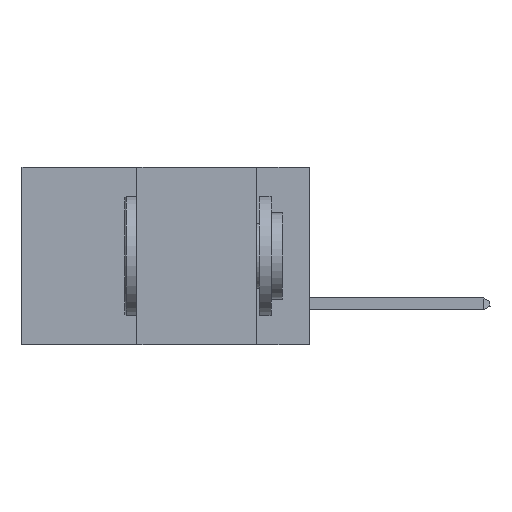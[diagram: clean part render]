
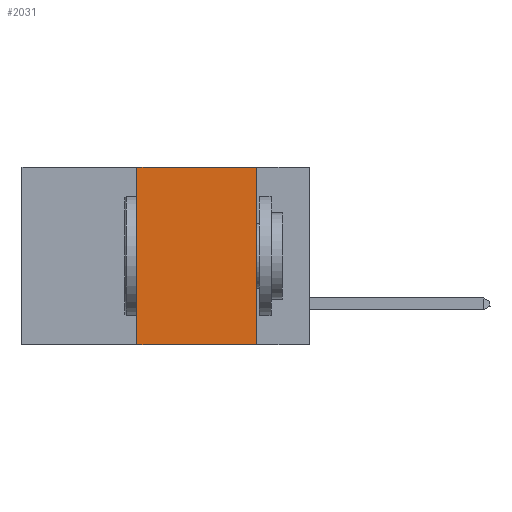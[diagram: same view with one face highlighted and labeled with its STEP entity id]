
A CAD part, left-side view. The second image highlights one B-rep face of the part: STEP entity #2031.
In plain terms, the highlighted planar face has unit normal (-1, 0, 0).
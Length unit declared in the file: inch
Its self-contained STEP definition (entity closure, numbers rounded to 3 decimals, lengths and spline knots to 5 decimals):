
#368 = VERTEX_POINT ( 'NONE', #16795 ) ;
#620 = DIRECTION ( 'NONE',  ( 0., 0., -1. ) ) ;
#1824 = CARTESIAN_POINT ( 'NONE',  ( 0., 0.11, -0.37 ) ) ;
#2031 = ADVANCED_FACE ( 'NONE', ( #18715 ), #7851, .F. ) ;
#2118 = DIRECTION ( 'NONE',  ( 0., -1., 0. ) ) ;
#3218 = EDGE_LOOP ( 'NONE', ( #5128, #3352, #6777, #10706 ) ) ;
#3352 = ORIENTED_EDGE ( 'NONE', *, *, #11244, .F. ) ;
#3395 = DIRECTION ( 'NONE',  ( 0., 0., -1. ) ) ;
#3664 = LINE ( 'NONE', #12296, #7298 ) ;
#5128 = ORIENTED_EDGE ( 'NONE', *, *, #12572, .F. ) ;
#6074 = DIRECTION ( 'NONE',  ( 0., 0., 1. ) ) ;
#6777 = ORIENTED_EDGE ( 'NONE', *, *, #6972, .F. ) ;
#6972 = EDGE_CURVE ( 'NONE', #11982, #368, #11673, .T. ) ;
#7064 = CARTESIAN_POINT ( 'NONE',  ( 0., 0.11, 0. ) ) ;
#7163 = VERTEX_POINT ( 'NONE', #7064 ) ;
#7184 = AXIS2_PLACEMENT_3D ( 'NONE', #18030, #12240, #3395 ) ;
#7298 = VECTOR ( 'NONE', #2118, 39.37008 ) ;
#7851 = PLANE ( 'NONE',  #7184 ) ;
#8543 = LINE ( 'NONE', #9286, #15405 ) ;
#9275 = VECTOR ( 'NONE', #10731, 39.37008 ) ;
#9286 = CARTESIAN_POINT ( 'NONE',  ( 0., 0.11, 0. ) ) ;
#10706 = ORIENTED_EDGE ( 'NONE', *, *, #15916, .T. ) ;
#10731 = DIRECTION ( 'NONE',  ( 0., -1., 0. ) ) ;
#11244 = EDGE_CURVE ( 'NONE', #368, #7163, #11349, .T. ) ;
#11349 = LINE ( 'NONE', #12244, #9275 ) ;
#11673 = LINE ( 'NONE', #13360, #12104 ) ;
#11982 = VERTEX_POINT ( 'NONE', #17490 ) ;
#12104 = VECTOR ( 'NONE', #6074, 39.37008 ) ;
#12240 = DIRECTION ( 'NONE',  ( 1., 0., 0. ) ) ;
#12244 = CARTESIAN_POINT ( 'NONE',  ( 0., 0.6, 0. ) ) ;
#12296 = CARTESIAN_POINT ( 'NONE',  ( 0., 0.6, -0.37 ) ) ;
#12572 = EDGE_CURVE ( 'NONE', #7163, #14257, #8543, .T. ) ;
#13360 = CARTESIAN_POINT ( 'NONE',  ( 0., 0.36, 0. ) ) ;
#14257 = VERTEX_POINT ( 'NONE', #1824 ) ;
#15405 = VECTOR ( 'NONE', #620, 39.37008 ) ;
#15916 = EDGE_CURVE ( 'NONE', #11982, #14257, #3664, .T. ) ;
#16795 = CARTESIAN_POINT ( 'NONE',  ( 0., 0.36, 0. ) ) ;
#17490 = CARTESIAN_POINT ( 'NONE',  ( 0., 0.36, -0.37 ) ) ;
#18030 = CARTESIAN_POINT ( 'NONE',  ( 0., 0.6, 0. ) ) ;
#18715 = FACE_OUTER_BOUND ( 'NONE', #3218, .T. ) ;
